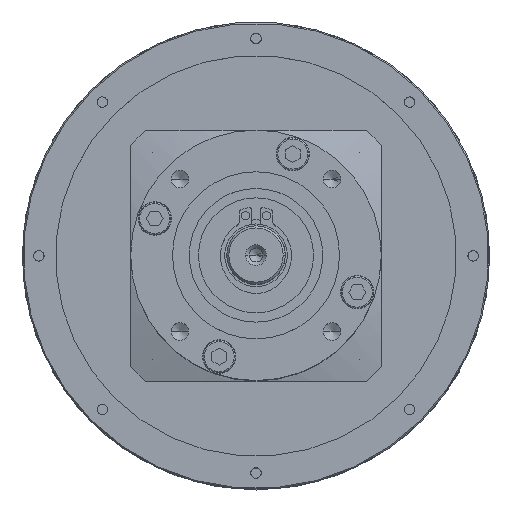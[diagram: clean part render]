
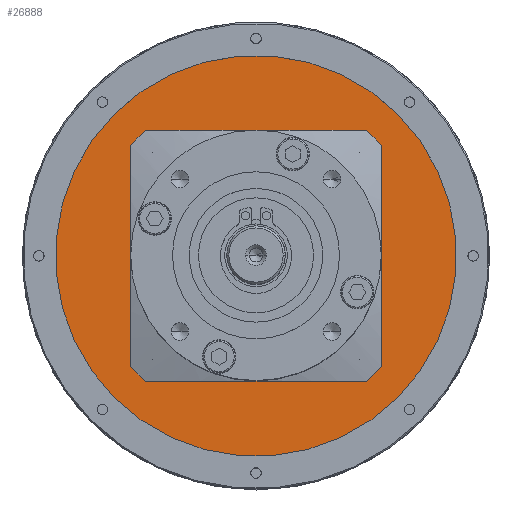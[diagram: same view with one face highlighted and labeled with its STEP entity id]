
A CAD part, top view. The second image highlights one B-rep face of the part: STEP entity #26888.
In plain terms, the highlighted planar face has unit normal (0, 0, 1).
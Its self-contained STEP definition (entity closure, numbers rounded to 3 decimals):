
#950 = EDGE_CURVE ( 'NONE', #39827, #25095, #32843, .T. ) ;
#1876 = VECTOR ( 'NONE', #2220, 1000. ) ;
#2086 = CARTESIAN_POINT ( 'NONE',  ( 33.941, 33.941, 28. ) ) ;
#2220 = DIRECTION ( 'NONE',  ( 1., 0., 0. ) ) ;
#3478 = CARTESIAN_POINT ( 'NONE',  ( 0., 0., 28. ) ) ;
#3862 = LINE ( 'NONE', #32820, #1876 ) ;
#3888 = DIRECTION ( 'NONE',  ( 0., 0., -1. ) ) ;
#3968 = VERTEX_POINT ( 'NONE', #28484 ) ;
#4001 = CARTESIAN_POINT ( 'NONE',  ( -30., -26.458, 28. ) ) ;
#5395 = EDGE_CURVE ( 'NONE', #18945, #3968, #21897, .T. ) ;
#6594 = DIRECTION ( 'NONE',  ( 0., 0., 1. ) ) ;
#6676 = EDGE_CURVE ( 'NONE', #25095, #18945, #34717, .T. ) ;
#6952 = ORIENTED_EDGE ( 'NONE', *, *, #6676, .T. ) ;
#7344 = DIRECTION ( 'NONE',  ( 1., 0., 0. ) ) ;
#7595 = CARTESIAN_POINT ( 'NONE',  ( 0., 0., 28. ) ) ;
#7901 = EDGE_LOOP ( 'NONE', ( #25076, #21596 ) ) ;
#8564 = CARTESIAN_POINT ( 'NONE',  ( -26.458, 30., 28. ) ) ;
#8619 = CIRCLE ( 'NONE', #36274, 48. ) ;
#9244 = CARTESIAN_POINT ( 'NONE',  ( 30., -26.458, 28. ) ) ;
#9305 = CIRCLE ( 'NONE', #11925, 48. ) ;
#10297 = CARTESIAN_POINT ( 'NONE',  ( 26.458, 30., 28. ) ) ;
#10726 = CARTESIAN_POINT ( 'NONE',  ( 0., 0., 28. ) ) ;
#10798 = DIRECTION ( 'NONE',  ( 0., 0., -1. ) ) ;
#10984 = EDGE_CURVE ( 'NONE', #30287, #15956, #8619, .T. ) ;
#11306 = ORIENTED_EDGE ( 'NONE', *, *, #950, .T. ) ;
#11534 = DIRECTION ( 'NONE',  ( -1., 0., 0. ) ) ;
#11925 = AXIS2_PLACEMENT_3D ( 'NONE', #36143, #17594, #23816 ) ;
#12270 = EDGE_CURVE ( 'NONE', #33220, #35947, #36533, .T. ) ;
#12566 = CARTESIAN_POINT ( 'NONE',  ( -13.47, 13.47, 28. ) ) ;
#12729 = FACE_BOUND ( 'NONE', #33816, .T. ) ;
#13198 = CIRCLE ( 'NONE', #28096, 40. ) ;
#13734 = CIRCLE ( 'NONE', #14270, 40. ) ;
#14039 = CIRCLE ( 'NONE', #19302, 40. ) ;
#14270 = AXIS2_PLACEMENT_3D ( 'NONE', #7595, #10798, #7344 ) ;
#15955 = CARTESIAN_POINT ( 'NONE',  ( 0., 0., 28. ) ) ;
#15956 = VERTEX_POINT ( 'NONE', #2086 ) ;
#16063 = CARTESIAN_POINT ( 'NONE',  ( 30., 26.458, 28. ) ) ;
#16589 = ORIENTED_EDGE ( 'NONE', *, *, #5395, .T. ) ;
#16927 = AXIS2_PLACEMENT_3D ( 'NONE', #12566, #37037, #18366 ) ;
#17134 = VECTOR ( 'NONE', #39318, 1000. ) ;
#17287 = AXIS2_PLACEMENT_3D ( 'NONE', #10726, #32823, #32290 ) ;
#17594 = DIRECTION ( 'NONE',  ( 0., 0., 1. ) ) ;
#18197 = ORIENTED_EDGE ( 'NONE', *, *, #22155, .T. ) ;
#18366 = DIRECTION ( 'NONE',  ( 0.707, 0.707, 0. ) ) ;
#18726 = DIRECTION ( 'NONE',  ( 0., 0., -1. ) ) ;
#18945 = VERTEX_POINT ( 'NONE', #25663 ) ;
#19302 = AXIS2_PLACEMENT_3D ( 'NONE', #3478, #3888, #28495 ) ;
#20041 = CARTESIAN_POINT ( 'NONE',  ( -30., 26.458, 28. ) ) ;
#21596 = ORIENTED_EDGE ( 'NONE', *, *, #10984, .T. ) ;
#21897 = LINE ( 'NONE', #39247, #27224 ) ;
#22155 = EDGE_CURVE ( 'NONE', #39422, #39827, #13198, .T. ) ;
#22178 = VECTOR ( 'NONE', #38157, 1000. ) ;
#22536 = DIRECTION ( 'NONE',  ( 0.707, 0.707, 0. ) ) ;
#23137 = CARTESIAN_POINT ( 'NONE',  ( 30., 0., 28. ) ) ;
#23816 = DIRECTION ( 'NONE',  ( 0.707, 0.707, 0. ) ) ;
#23890 = VERTEX_POINT ( 'NONE', #8564 ) ;
#24417 = EDGE_CURVE ( 'NONE', #15956, #30287, #9305, .T. ) ;
#25076 = ORIENTED_EDGE ( 'NONE', *, *, #24417, .T. ) ;
#25095 = VERTEX_POINT ( 'NONE', #9244 ) ;
#25456 = ORIENTED_EDGE ( 'NONE', *, *, #36737, .T. ) ;
#25663 = CARTESIAN_POINT ( 'NONE',  ( 26.458, -30., 28. ) ) ;
#26888 = ADVANCED_FACE ( 'NONE', ( #29161, #12729 ), #37159, .T. ) ;
#27224 = VECTOR ( 'NONE', #11534, 1000. ) ;
#28023 = EDGE_CURVE ( 'NONE', #23890, #39422, #3862, .T. ) ;
#28096 = AXIS2_PLACEMENT_3D ( 'NONE', #15955, #18726, #31581 ) ;
#28395 = CARTESIAN_POINT ( 'NONE',  ( 0., 0., 28. ) ) ;
#28484 = CARTESIAN_POINT ( 'NONE',  ( -26.458, -30., 28. ) ) ;
#28495 = DIRECTION ( 'NONE',  ( 1., 0., 0. ) ) ;
#29161 = FACE_OUTER_BOUND ( 'NONE', #7901, .T. ) ;
#30209 = ORIENTED_EDGE ( 'NONE', *, *, #28023, .T. ) ;
#30287 = VERTEX_POINT ( 'NONE', #35594 ) ;
#30306 = EDGE_CURVE ( 'NONE', #35947, #23890, #13734, .T. ) ;
#31581 = DIRECTION ( 'NONE',  ( 1., 0., 0. ) ) ;
#32290 = DIRECTION ( 'NONE',  ( 1., 0., 0. ) ) ;
#32486 = ORIENTED_EDGE ( 'NONE', *, *, #12270, .T. ) ;
#32820 = CARTESIAN_POINT ( 'NONE',  ( 0., 30., 28. ) ) ;
#32823 = DIRECTION ( 'NONE',  ( 0., 0., -1. ) ) ;
#32843 = LINE ( 'NONE', #23137, #22178 ) ;
#33220 = VERTEX_POINT ( 'NONE', #4001 ) ;
#33291 = ORIENTED_EDGE ( 'NONE', *, *, #30306, .T. ) ;
#33816 = EDGE_LOOP ( 'NONE', ( #18197, #11306, #6952, #16589, #25456, #32486, #33291, #30209 ) ) ;
#34717 = CIRCLE ( 'NONE', #17287, 40. ) ;
#35594 = CARTESIAN_POINT ( 'NONE',  ( -33.941, -33.941, 28. ) ) ;
#35947 = VERTEX_POINT ( 'NONE', #20041 ) ;
#36143 = CARTESIAN_POINT ( 'NONE',  ( 0., 0., 28. ) ) ;
#36274 = AXIS2_PLACEMENT_3D ( 'NONE', #28395, #6594, #22536 ) ;
#36533 = LINE ( 'NONE', #39186, #17134 ) ;
#36737 = EDGE_CURVE ( 'NONE', #3968, #33220, #14039, .T. ) ;
#37037 = DIRECTION ( 'NONE',  ( 0., 0., 1. ) ) ;
#37159 = PLANE ( 'NONE',  #16927 ) ;
#38157 = DIRECTION ( 'NONE',  ( 0., -1., 0. ) ) ;
#39186 = CARTESIAN_POINT ( 'NONE',  ( -30., 0., 28. ) ) ;
#39247 = CARTESIAN_POINT ( 'NONE',  ( 0., -30., 28. ) ) ;
#39318 = DIRECTION ( 'NONE',  ( 0., 1., 0. ) ) ;
#39422 = VERTEX_POINT ( 'NONE', #10297 ) ;
#39827 = VERTEX_POINT ( 'NONE', #16063 ) ;
